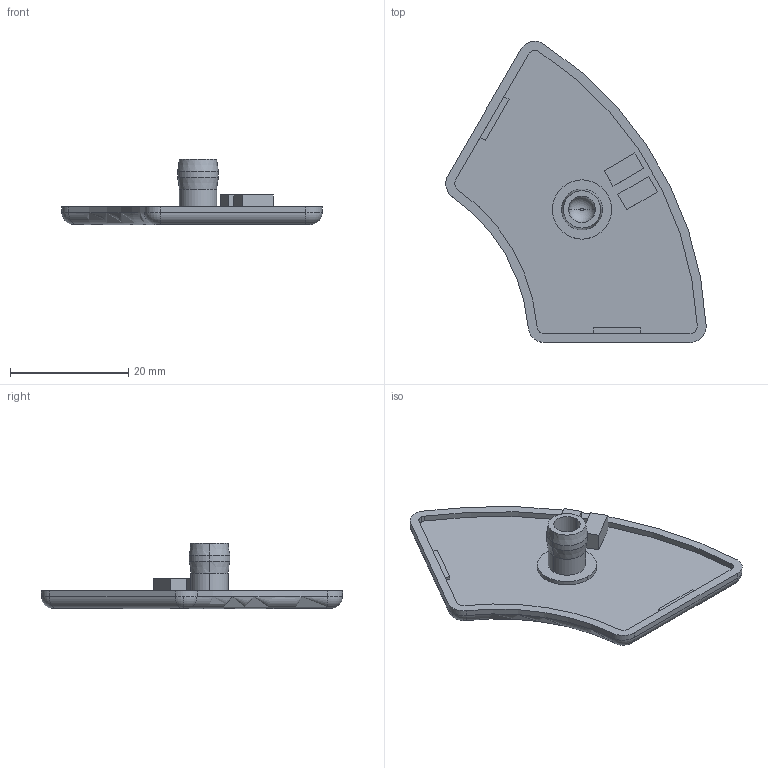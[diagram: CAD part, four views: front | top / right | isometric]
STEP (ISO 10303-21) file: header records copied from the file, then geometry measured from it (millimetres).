
FILE_DESCRIPTION (( 'STEP AP214' ), '1' );
FILE_NAME ('BASE08H1354-Embout 8 R30_60-60°.step', '2023-03-24T09:51:41', ( 'Altae' ), ( '' ), 'SwSTEP 2.0', 'SolidWorks 2021', '' );
FILE_SCHEMA (( 'AUTOMOTIVE_DESIGN' ));
Length unit declared in the file: millimetre
Products named in the file (1): BASE08H1354-Embout 8 R30_60-60°
Bounding box: 43.96 x 50.85 x 11 mm (x, y, z)
Volume: 3233 mm3; surface area: 3671.5 mm2
Topology: 1 solids, 1 shells, 66 faces, 160 edges, 102 vertices
Faces by surface type: plane 28, cylinder 24, torus 10, cone 4
Entity records: 2038 total; most frequent: CARTESIAN_POINT 404, DIRECTION 356, ORIENTED_EDGE 320, EDGE_CURVE 160, AXIS2_PLACEMENT_3D 134, VERTEX_POINT 102, LINE 88, VECTOR 88
